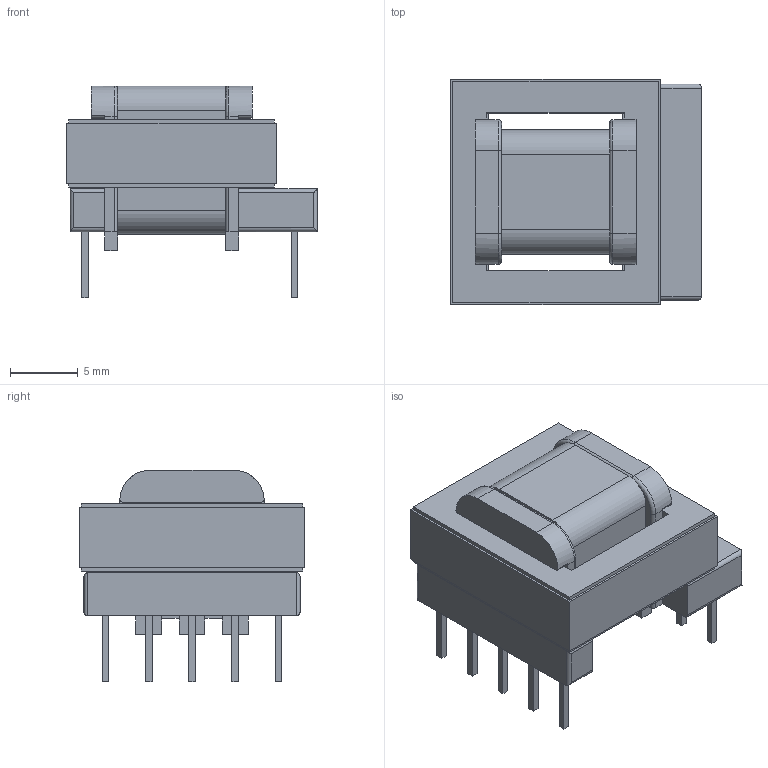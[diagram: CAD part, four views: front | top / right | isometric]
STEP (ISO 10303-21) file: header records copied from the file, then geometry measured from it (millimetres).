
FILE_DESCRIPTION(/* description */ ('Unknown'),/* implementation_level */ '2;1');
FILE_NAME(/* name */ 'T_Wurth_WE-OLTI-EE16_7_5_7508110329',/* time_stamp */ '2025-10-17T11:04:13+08:00',/* author */ ('Unknown'),/* organization */ ('Unknown'),/* preprocessor_version */ 'ST-DEVELOPER v19.4',/* originating_system */ 'Solid Edge',/* authorisation */ 'Unknown');
FILE_SCHEMA (('AUTOMOTIVE_DESIGN {1 0 10303 214 3 1 1}'));
Length unit declared in the file: millimetre
Products named in the file (2): T_Wurth_WE-OLTI-EE16_7_5_7508110329
Assembly tree (1 placements, depth 2):
  T_Wurth_WE-OLTI-EE16_7_5_7508110329
    T_Wurth_WE-OLTI-EE16_7_5_7508110329
Bounding box: 18.55 x 16.72 x 15.69 mm (x, y, z)
Volume: 2162.3 mm3; surface area: 2387.2 mm2
Topology: 2 solids, 2 shells, 180 faces, 474 edges, 308 vertices
Faces by surface type: plane 146, cylinder 30, torus 4
Entity records: 6821 total; most frequent: CARTESIAN_POINT 1012, ORIENTED_EDGE 948, DIRECTION 898, EDGE_CURVE 474, LINE 398, VECTOR 398, VERTEX_POINT 308, AXIS2_PLACEMENT_3D 250
